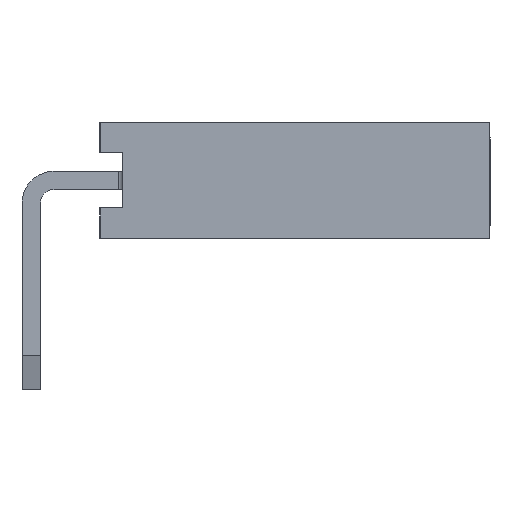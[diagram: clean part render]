
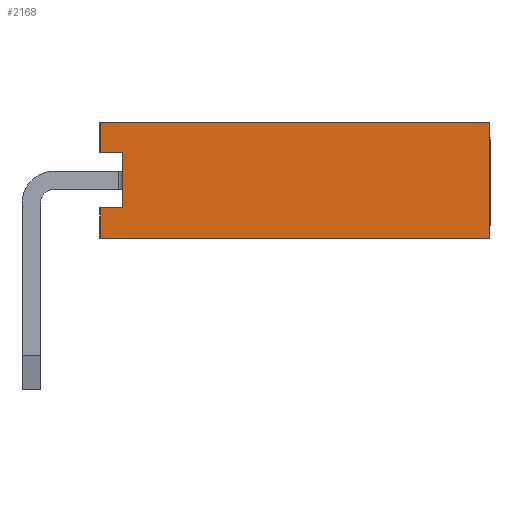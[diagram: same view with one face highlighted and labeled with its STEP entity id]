
A CAD part, left-side view. The second image highlights one B-rep face of the part: STEP entity #2168.
In plain terms, the highlighted planar face has unit normal (-1, 0, 0).
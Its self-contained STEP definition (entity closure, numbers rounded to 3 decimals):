
#2168=ADVANCED_FACE('',(#11744),#11746,.T.);
#11744=FACE_BOUND('',#11745,.T.);
#11745=EDGE_LOOP('',(#19445,#19446,#19447,#19448,#19449,#19450,#19451,#19452));
#11746=PLANE('',#11747);
#11747=AXIS2_PLACEMENT_3D('',#11748,#11749,#11750);
#11748=CARTESIAN_POINT('',(-1.27,-1.5,2.54));
#11749=DIRECTION('',(-1.,0.,0.));
#11750=DIRECTION('',(0.,0.,-1.));
#19445=ORIENTED_EDGE('',*,*,#24997,.T.);
#19446=ORIENTED_EDGE('',*,*,#24998,.T.);
#19447=ORIENTED_EDGE('',*,*,#24999,.T.);
#19448=ORIENTED_EDGE('',*,*,#25000,.F.);
#19449=ORIENTED_EDGE('',*,*,#25001,.F.);
#19450=ORIENTED_EDGE('',*,*,#25002,.T.);
#19451=ORIENTED_EDGE('',*,*,#25003,.T.);
#19452=ORIENTED_EDGE('',*,*,#24625,.T.);
#24625=EDGE_CURVE('',#28193,#28194,#28195,.T.);
#24997=EDGE_CURVE('',#28194,#28721,#28722,.F.);
#24998=EDGE_CURVE('',#28721,#28723,#28724,.T.);
#24999=EDGE_CURVE('',#28723,#28725,#28726,.T.);
#25000=EDGE_CURVE('',#28727,#28725,#28728,.T.);
#25001=EDGE_CURVE('',#28729,#28727,#28730,.T.);
#25002=EDGE_CURVE('',#28729,#28731,#28732,.T.);
#25003=EDGE_CURVE('',#28731,#28193,#28733,.F.);
#28193=VERTEX_POINT('',#34469);
#28194=VERTEX_POINT('',#34470);
#28195=LINE('',#34471,#34472);
#28721=VERTEX_POINT('',#35741);
#28722=LINE('',#35742,#35743);
#28723=VERTEX_POINT('',#35745);
#28724=LINE('',#35746,#35747);
#28725=VERTEX_POINT('',#35749);
#28726=LINE('',#35750,#35751);
#28727=VERTEX_POINT('',#35753);
#28728=LINE('',#35754,#35755);
#28729=VERTEX_POINT('',#35757);
#28730=LINE('',#35758,#35759);
#28731=VERTEX_POINT('',#35761);
#28732=LINE('',#35762,#35763);
#28733=LINE('',#35765,#35766);
#34469=CARTESIAN_POINT('',(-1.27,-2.,1.87));
#34470=CARTESIAN_POINT('',(-1.27,-2.,0.67));
#34471=CARTESIAN_POINT('',(-1.27,-2.,1.87));
#34472=VECTOR('',#34473,1.);
#34473=DIRECTION('',(0.,0.,-1.));
#35741=CARTESIAN_POINT('',(-1.27,-1.5,0.67));
#35742=CARTESIAN_POINT('',(-1.27,-1.5,0.67));
#35743=VECTOR('',#35744,1.);
#35744=DIRECTION('',(0.,-1.,0.));
#35745=CARTESIAN_POINT('',(-1.27,-1.5,0.));
#35746=CARTESIAN_POINT('',(-1.27,-1.5,0.67));
#35747=VECTOR('',#35748,1.);
#35748=DIRECTION('',(0.,0.,-1.));
#35749=CARTESIAN_POINT('',(-1.27,-10.,0.));
#35750=CARTESIAN_POINT('',(-1.27,-1.5,0.));
#35751=VECTOR('',#35752,1.);
#35752=DIRECTION('',(0.,-1.,0.));
#35753=CARTESIAN_POINT('',(-1.27,-10.,2.54));
#35754=CARTESIAN_POINT('',(-1.27,-10.,2.54));
#35755=VECTOR('',#35756,1.);
#35756=DIRECTION('',(0.,0.,-1.));
#35757=CARTESIAN_POINT('',(-1.27,-1.5,2.54));
#35758=CARTESIAN_POINT('',(-1.27,-1.5,2.54));
#35759=VECTOR('',#35760,1.);
#35760=DIRECTION('',(0.,-1.,0.));
#35761=CARTESIAN_POINT('',(-1.27,-1.5,1.87));
#35762=CARTESIAN_POINT('',(-1.27,-1.5,2.54));
#35763=VECTOR('',#35764,1.);
#35764=DIRECTION('',(0.,0.,-1.));
#35765=CARTESIAN_POINT('',(-1.27,-2.,1.87));
#35766=VECTOR('',#35767,1.);
#35767=DIRECTION('',(0.,1.,0.));
